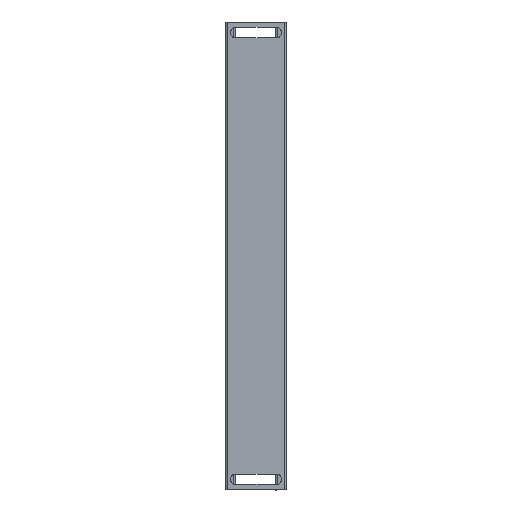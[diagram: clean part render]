
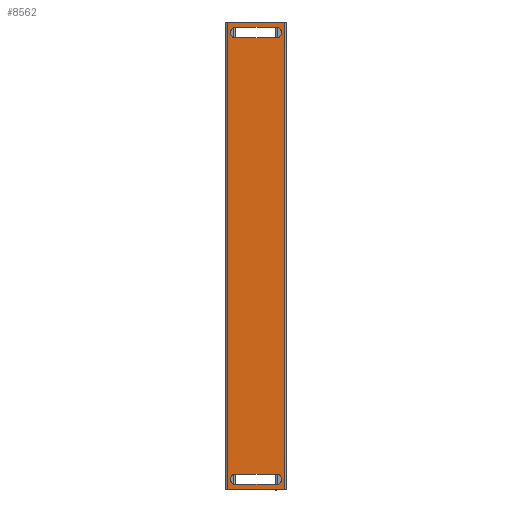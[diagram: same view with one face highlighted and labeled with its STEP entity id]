
A CAD part, top view. The second image highlights one B-rep face of the part: STEP entity #8562.
In plain terms, the highlighted planar face has unit normal (0, 0, 1).
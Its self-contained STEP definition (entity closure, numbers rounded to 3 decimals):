
#4 = CIRCLE ( 'NONE', #3300, 7. ) ;
#30 = LINE ( 'NONE', #7742, #5645 ) ;
#67 = VECTOR ( 'NONE', #8537, 1000. ) ;
#72 = LINE ( 'NONE', #1646, #9347 ) ;
#197 = EDGE_CURVE ( 'NONE', #6282, #2273, #283, .T. ) ;
#210 = VERTEX_POINT ( 'NONE', #6061 ) ;
#226 = CARTESIAN_POINT ( 'NONE',  ( 28., 298.5, 0. ) ) ;
#233 = DIRECTION ( 'NONE',  ( 0., 1., 0. ) ) ;
#283 = CIRCLE ( 'NONE', #2780, 7. ) ;
#557 = CARTESIAN_POINT ( 'NONE',  ( -28., 312.5, 0. ) ) ;
#572 = ORIENTED_EDGE ( 'NONE', *, *, #2961, .F. ) ;
#605 = EDGE_CURVE ( 'NONE', #9480, #9157, #4297, .T. ) ;
#659 = VECTOR ( 'NONE', #3235, 1000. ) ;
#671 = CARTESIAN_POINT ( 'NONE',  ( -28., -298.5, 0. ) ) ;
#1051 = ORIENTED_EDGE ( 'NONE', *, *, #2750, .T. ) ;
#1129 = CARTESIAN_POINT ( 'NONE',  ( -39.1, 320., 0. ) ) ;
#1131 = PLANE ( 'NONE',  #4154 ) ;
#1194 = EDGE_CURVE ( 'NONE', #4186, #9480, #1665, .T. ) ;
#1240 = VERTEX_POINT ( 'NONE', #8065 ) ;
#1247 = LINE ( 'NONE', #6390, #6057 ) ;
#1262 = CARTESIAN_POINT ( 'NONE',  ( 39.1, 320., 0. ) ) ;
#1376 = ORIENTED_EDGE ( 'NONE', *, *, #3471, .T. ) ;
#1595 = VERTEX_POINT ( 'NONE', #5059 ) ;
#1646 = CARTESIAN_POINT ( 'NONE',  ( -41.5, 320., 0. ) ) ;
#1665 = LINE ( 'NONE', #7697, #659 ) ;
#1743 = VERTEX_POINT ( 'NONE', #226 ) ;
#1849 = CARTESIAN_POINT ( 'NONE',  ( -28., -298.5, 0. ) ) ;
#2005 = VECTOR ( 'NONE', #2929, 1000. ) ;
#2020 = EDGE_CURVE ( 'NONE', #2897, #4186, #9265, .T. ) ;
#2151 = CARTESIAN_POINT ( 'NONE',  ( -41.5, -320., 0. ) ) ;
#2183 = DIRECTION ( 'NONE',  ( 0., 0., -1. ) ) ;
#2273 = VERTEX_POINT ( 'NONE', #2941 ) ;
#2375 = EDGE_LOOP ( 'NONE', ( #1376, #3051, #5259, #6373, #8087 ) ) ;
#2391 = EDGE_LOOP ( 'NONE', ( #5959, #1051, #4222, #4310 ) ) ;
#2528 = AXIS2_PLACEMENT_3D ( 'NONE', #6147, #9132, #4769 ) ;
#2548 = LINE ( 'NONE', #3384, #67 ) ;
#2594 = DIRECTION ( 'NONE',  ( 0., -1., 0. ) ) ;
#2666 = DIRECTION ( 'NONE',  ( 0., 0., 1. ) ) ;
#2677 = EDGE_LOOP ( 'NONE', ( #7855, #5778, #8190, #7174, #572 ) ) ;
#2750 = EDGE_CURVE ( 'NONE', #4432, #1595, #8914, .T. ) ;
#2780 = AXIS2_PLACEMENT_3D ( 'NONE', #6704, #2183, #8360 ) ;
#2871 = CARTESIAN_POINT ( 'NONE',  ( -39.1, -320., 0. ) ) ;
#2897 = VERTEX_POINT ( 'NONE', #6869 ) ;
#2922 = EDGE_CURVE ( 'NONE', #1595, #4885, #30, .T. ) ;
#2929 = DIRECTION ( 'NONE',  ( 1., 0., 0. ) ) ;
#2941 = CARTESIAN_POINT ( 'NONE',  ( 28., -312.5, 0. ) ) ;
#2951 = CARTESIAN_POINT ( 'NONE',  ( -28., 305.5, 0. ) ) ;
#2961 = EDGE_CURVE ( 'NONE', #1743, #2897, #4413, .T. ) ;
#3051 = ORIENTED_EDGE ( 'NONE', *, *, #8599, .T. ) ;
#3235 = DIRECTION ( 'NONE',  ( -1., 0., 0. ) ) ;
#3268 = EDGE_CURVE ( 'NONE', #1240, #6282, #4, .T. ) ;
#3300 = AXIS2_PLACEMENT_3D ( 'NONE', #4000, #6196, #4771 ) ;
#3384 = CARTESIAN_POINT ( 'NONE',  ( -28., -312.5, 0. ) ) ;
#3471 = EDGE_CURVE ( 'NONE', #210, #5941, #6366, .T. ) ;
#3475 = EDGE_CURVE ( 'NONE', #9157, #1743, #1247, .T. ) ;
#3600 = DIRECTION ( 'NONE',  ( 1., 0., 0. ) ) ;
#3789 = DIRECTION ( 'NONE',  ( 1., 0., 0. ) ) ;
#3804 = DIRECTION ( 'NONE',  ( -1., 0., 0. ) ) ;
#3838 = EDGE_CURVE ( 'NONE', #7565, #4432, #4852, .T. ) ;
#3925 = CARTESIAN_POINT ( 'NONE',  ( 28., 312.5, 0. ) ) ;
#4000 = CARTESIAN_POINT ( 'NONE',  ( 28., -305.5, 0. ) ) ;
#4154 = AXIS2_PLACEMENT_3D ( 'NONE', #9415, #7803, #6376 ) ;
#4186 = VERTEX_POINT ( 'NONE', #3925 ) ;
#4222 = ORIENTED_EDGE ( 'NONE', *, *, #2922, .T. ) ;
#4297 = CIRCLE ( 'NONE', #6654, 7. ) ;
#4310 = ORIENTED_EDGE ( 'NONE', *, *, #6263, .T. ) ;
#4413 = CIRCLE ( 'NONE', #6138, 7. ) ;
#4432 = VERTEX_POINT ( 'NONE', #2871 ) ;
#4769 = DIRECTION ( 'NONE',  ( 1., 0., 0. ) ) ;
#4771 = DIRECTION ( 'NONE',  ( 1., 0., 0. ) ) ;
#4852 = LINE ( 'NONE', #1129, #5430 ) ;
#4885 = VERTEX_POINT ( 'NONE', #1262 ) ;
#4959 = DIRECTION ( 'NONE',  ( 1., 0., 0. ) ) ;
#4998 = LINE ( 'NONE', #671, #9477 ) ;
#5059 = CARTESIAN_POINT ( 'NONE',  ( 39.1, -320., 0. ) ) ;
#5259 = ORIENTED_EDGE ( 'NONE', *, *, #3268, .T. ) ;
#5430 = VECTOR ( 'NONE', #2594, 1000. ) ;
#5603 = DIRECTION ( 'NONE',  ( 0., 0., -1. ) ) ;
#5645 = VECTOR ( 'NONE', #233, 1000. ) ;
#5778 = ORIENTED_EDGE ( 'NONE', *, *, #605, .F. ) ;
#5941 = VERTEX_POINT ( 'NONE', #1849 ) ;
#5945 = DIRECTION ( 'NONE',  ( 0., 0., 1. ) ) ;
#5959 = ORIENTED_EDGE ( 'NONE', *, *, #3838, .T. ) ;
#6057 = VECTOR ( 'NONE', #8044, 1000. ) ;
#6061 = CARTESIAN_POINT ( 'NONE',  ( -28., -312.5, 0. ) ) ;
#6138 = AXIS2_PLACEMENT_3D ( 'NONE', #7542, #2666, #3600 ) ;
#6147 = CARTESIAN_POINT ( 'NONE',  ( 28., 305.5, 0. ) ) ;
#6196 = DIRECTION ( 'NONE',  ( 0., 0., -1. ) ) ;
#6209 = AXIS2_PLACEMENT_3D ( 'NONE', #7997, #5603, #4959 ) ;
#6263 = EDGE_CURVE ( 'NONE', #4885, #7565, #72, .T. ) ;
#6279 = FACE_OUTER_BOUND ( 'NONE', #2391, .T. ) ;
#6282 = VERTEX_POINT ( 'NONE', #8414 ) ;
#6366 = CIRCLE ( 'NONE', #6209, 7. ) ;
#6373 = ORIENTED_EDGE ( 'NONE', *, *, #197, .T. ) ;
#6376 = DIRECTION ( 'NONE',  ( -1., 0., 0. ) ) ;
#6390 = CARTESIAN_POINT ( 'NONE',  ( -28., 298.5, 0. ) ) ;
#6654 = AXIS2_PLACEMENT_3D ( 'NONE', #2951, #5945, #3789 ) ;
#6704 = CARTESIAN_POINT ( 'NONE',  ( 28., -305.5, 0. ) ) ;
#6869 = CARTESIAN_POINT ( 'NONE',  ( 35., 305.5, 0. ) ) ;
#7174 = ORIENTED_EDGE ( 'NONE', *, *, #2020, .F. ) ;
#7542 = CARTESIAN_POINT ( 'NONE',  ( 28., 305.5, 0. ) ) ;
#7565 = VERTEX_POINT ( 'NONE', #9270 ) ;
#7697 = CARTESIAN_POINT ( 'NONE',  ( -28., 312.5, 0. ) ) ;
#7742 = CARTESIAN_POINT ( 'NONE',  ( 39.1, -320., 0. ) ) ;
#7803 = DIRECTION ( 'NONE',  ( 0., 0., -1. ) ) ;
#7849 = FACE_BOUND ( 'NONE', #2375, .T. ) ;
#7855 = ORIENTED_EDGE ( 'NONE', *, *, #3475, .F. ) ;
#7997 = CARTESIAN_POINT ( 'NONE',  ( -28., -305.5, 0. ) ) ;
#8044 = DIRECTION ( 'NONE',  ( 1., 0., 0. ) ) ;
#8065 = CARTESIAN_POINT ( 'NONE',  ( 28., -298.5, 0. ) ) ;
#8087 = ORIENTED_EDGE ( 'NONE', *, *, #8570, .T. ) ;
#8133 = DIRECTION ( 'NONE',  ( 1., 0., 0. ) ) ;
#8190 = ORIENTED_EDGE ( 'NONE', *, *, #1194, .F. ) ;
#8360 = DIRECTION ( 'NONE',  ( 1., 0., 0. ) ) ;
#8375 = CARTESIAN_POINT ( 'NONE',  ( -28., 298.5, 0. ) ) ;
#8414 = CARTESIAN_POINT ( 'NONE',  ( 35., -305.5, 0. ) ) ;
#8537 = DIRECTION ( 'NONE',  ( -1., 0., 0. ) ) ;
#8562 = ADVANCED_FACE ( 'NONE', ( #6279, #9268, #7849 ), #1131, .F. ) ;
#8570 = EDGE_CURVE ( 'NONE', #2273, #210, #2548, .T. ) ;
#8599 = EDGE_CURVE ( 'NONE', #5941, #1240, #4998, .T. ) ;
#8914 = LINE ( 'NONE', #2151, #2005 ) ;
#9132 = DIRECTION ( 'NONE',  ( 0., 0., 1. ) ) ;
#9157 = VERTEX_POINT ( 'NONE', #8375 ) ;
#9265 = CIRCLE ( 'NONE', #2528, 7. ) ;
#9268 = FACE_BOUND ( 'NONE', #2677, .T. ) ;
#9270 = CARTESIAN_POINT ( 'NONE',  ( -39.1, 320., 0. ) ) ;
#9347 = VECTOR ( 'NONE', #3804, 1000. ) ;
#9415 = CARTESIAN_POINT ( 'NONE',  ( 0., 0., 0. ) ) ;
#9477 = VECTOR ( 'NONE', #8133, 1000. ) ;
#9480 = VERTEX_POINT ( 'NONE', #557 ) ;
